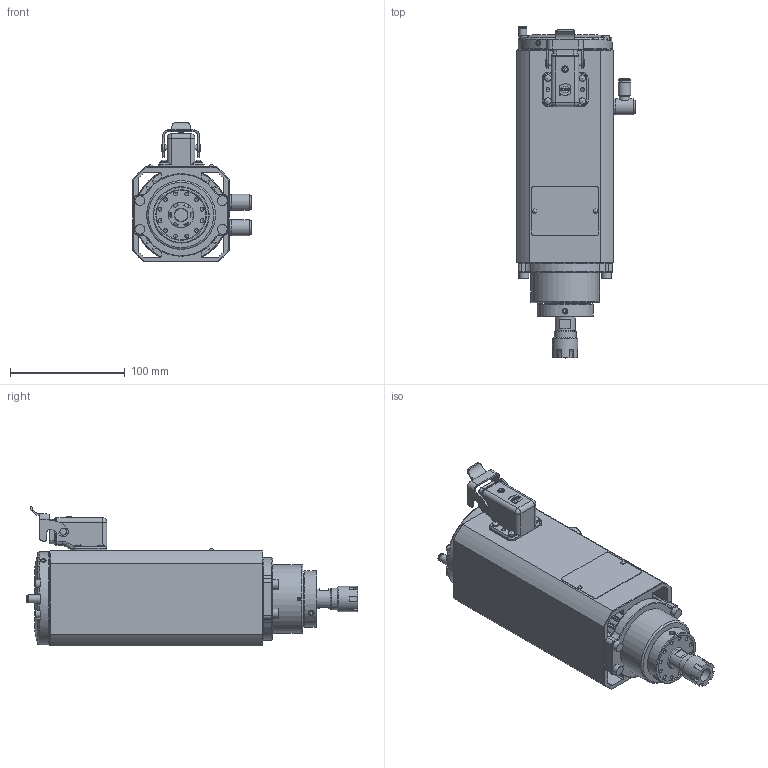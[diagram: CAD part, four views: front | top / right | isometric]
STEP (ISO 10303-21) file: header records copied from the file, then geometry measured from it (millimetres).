
FILE_DESCRIPTION(/* description */ ('Alibre Inc.'),/* implementation_level */ '2;1');
FILE_NAME(/* name */ 'export-8258516A-C5FB-48D1-8CE5-0F4D8867C420',/* time_stamp */ '2023-10-11T14:18:30+02:00',/* author */ (''),/* organization */ (''),/* preprocessor_version */ 'ST-DEVELOPER v17',/* originating_system */ 'Alibre',/* authorisation */ '');
FILE_SCHEMA (('AUTOMOTIVE_DESIGN'));
Length unit declared in the file: millimetre
Products named in the file (1): STEP_COMC0410011
Bounding box: 103 x 289.5 x 122.09 mm (x, y, z)
Volume: 1302299.2 mm3; surface area: 179598.8 mm2
Topology: 1 solids, 30 shells, 2005 faces, 5353 edges, 3500 vertices
Faces by surface type: plane 943, cylinder 627, bspline 180, cone 170, torus 66, sphere 19
Full cylindrical faces by diameter (mm): 0.6 x5, 0.753 x1, 0.986 x1, 1 x5, 1.5 x1, 1.75 x5, 2.4 x1, 2.49 x2, 2.5 x21, 2.6 x5, 2.796 x4, 2.9 x1, 3 x7, 3.141 x4, 3.2 x4, 3.25 x4, 3.3 x25, 3.4 x1, 4 x10, 4.2 x5, 4.5 x11, 4.6 x4, 4.7 x1, 4.8 x7, 5 x18, 5.5 x2, 5.6 x4, 6 x2, 6.8 x1, 7 x5
Entity records: 85089 total; most frequent: CARTESIAN_POINT 35557, ORIENTED_EDGE 10598, DIRECTION 8416, EDGE_CURVE 5299, VERTEX_POINT 3500, AXIS2_PLACEMENT_3D 3402, VECTOR 2565, LINE 2565
